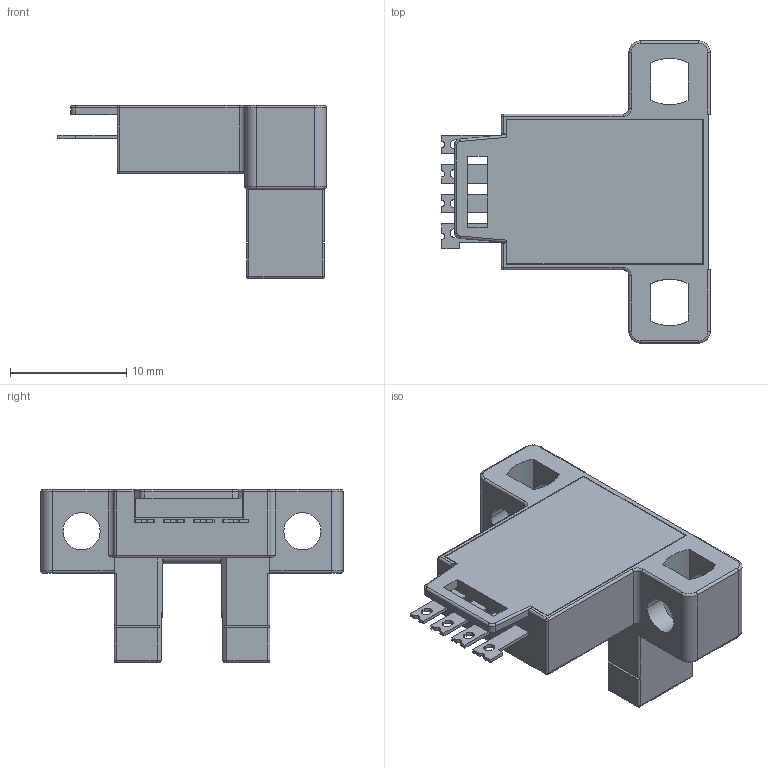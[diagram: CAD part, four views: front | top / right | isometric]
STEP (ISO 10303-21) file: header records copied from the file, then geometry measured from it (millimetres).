
FILE_DESCRIPTION((''),'2;1');
FILE_NAME('SL-305NA-E-','2022-06-28T',('Administrator'),(''),'PRO/ENGINEER BY PARAMETRIC TECHNOLOGY CORPORATION, 2014000','PRO/ENGINEER BY PARAMETRIC TECHNOLOGY CORPORATION, 2014000','');
FILE_SCHEMA(('CONFIG_CONTROL_DESIGN'));
Length unit declared in the file: millimetre
Products named in the file (1): SL-305NA-E-
Bounding box: 23.1 x 26 x 14.9 mm (x, y, z)
Volume: 2310.1 mm3; surface area: 2380 mm2
Topology: 1 solids, 1 shells, 275 faces, 753 edges, 472 vertices
Faces by surface type: plane 175, cylinder 78, torus 14, sphere 8
Entity records: 8682 total; most frequent: CARTESIAN_POINT 1605, ORIENTED_EDGE 1490, DIRECTION 1432, EDGE_CURVE 745, VECTOR 566, LINE 566, VERTEX_POINT 472, AXIS2_PLACEMENT_3D 433
